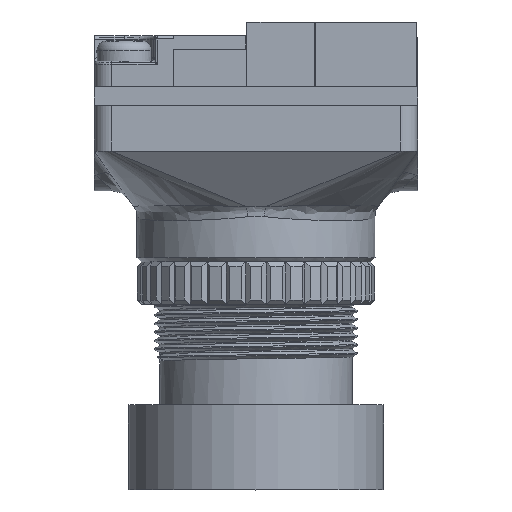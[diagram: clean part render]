
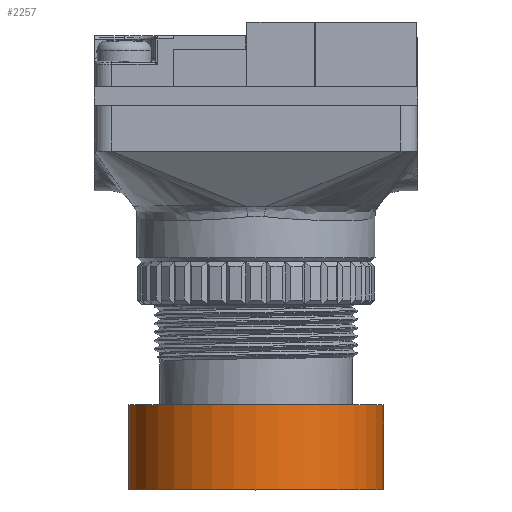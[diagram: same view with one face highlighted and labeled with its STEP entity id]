
A CAD part, top view. The second image highlights one B-rep face of the part: STEP entity #2257.
In plain terms, the highlighted cylindrical face has radius 7.5 mm (diameter 15 mm), a full revolution.
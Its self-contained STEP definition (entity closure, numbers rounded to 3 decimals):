
#2241 = EDGE_CURVE('',#2242,#2242,#2244,.T.);
#2242 = VERTEX_POINT('',#2243);
#2243 = CARTESIAN_POINT('',(-7.5,-14.9,0.));
#2244 = CIRCLE('',#2245,7.5);
#2245 = AXIS2_PLACEMENT_3D('',#2246,#2247,#2248);
#2246 = CARTESIAN_POINT('',(0.,-14.9,0.));
#2247 = DIRECTION('',(0.,-1.,0.));
#2248 = DIRECTION('',(1.,0.,0.));
#2257 = ADVANCED_FACE('',(#2258),#2277,.T.);
#2258 = FACE_BOUND('',#2259,.T.);
#2259 = EDGE_LOOP('',(#2260,#2269,#2275,#2276));
#2260 = ORIENTED_EDGE('',*,*,#2261,.F.);
#2261 = EDGE_CURVE('',#2262,#2262,#2264,.T.);
#2262 = VERTEX_POINT('',#2263);
#2263 = CARTESIAN_POINT('',(-7.5,-19.9,0.));
#2264 = CIRCLE('',#2265,7.5);
#2265 = AXIS2_PLACEMENT_3D('',#2266,#2267,#2268);
#2266 = CARTESIAN_POINT('',(0.,-19.9,0.));
#2267 = DIRECTION('',(0.,-1.,0.));
#2268 = DIRECTION('',(1.,0.,0.));
#2269 = ORIENTED_EDGE('',*,*,#2270,.T.);
#2270 = EDGE_CURVE('',#2262,#2242,#2271,.T.);
#2271 = LINE('',#2272,#2273);
#2272 = CARTESIAN_POINT('',(-7.5,-14.9,0.));
#2273 = VECTOR('',#2274,1.);
#2274 = DIRECTION('',(0.,1.,0.));
#2275 = ORIENTED_EDGE('',*,*,#2241,.T.);
#2276 = ORIENTED_EDGE('',*,*,#2270,.F.);
#2277 = CYLINDRICAL_SURFACE('',#2278,7.5);
#2278 = AXIS2_PLACEMENT_3D('',#2279,#2280,#2281);
#2279 = CARTESIAN_POINT('',(0.,-14.9,0.));
#2280 = DIRECTION('',(0.,-1.,0.));
#2281 = DIRECTION('',(1.,0.,0.));
